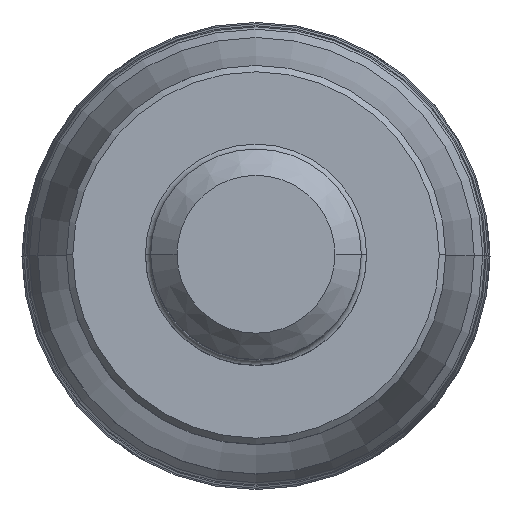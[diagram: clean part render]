
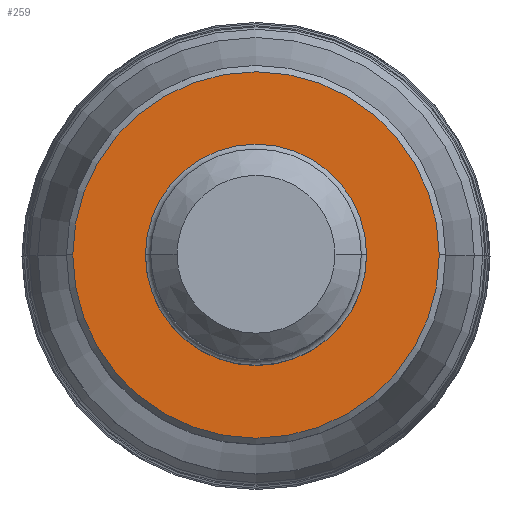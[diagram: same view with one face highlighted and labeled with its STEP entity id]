
A CAD part, top view. The second image highlights one B-rep face of the part: STEP entity #259.
In plain terms, the highlighted planar face has unit normal (0, 0, 1).
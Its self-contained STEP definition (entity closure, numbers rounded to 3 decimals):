
#41=PLANE('',#1955);
#46=FACE_BOUND('',#530,.T.);
#47=FACE_BOUND('',#531,.T.);
#259=ADVANCED_FACE('',(#46,#47),#41,.T.);
#530=EDGE_LOOP('',(#897,#898,#899,#900));
#531=EDGE_LOOP('',(#901,#902));
#897=ORIENTED_EDGE('',*,*,#1287,.T.);
#898=ORIENTED_EDGE('',*,*,#1286,.F.);
#899=ORIENTED_EDGE('',*,*,#1288,.T.);
#900=ORIENTED_EDGE('',*,*,#1289,.F.);
#901=ORIENTED_EDGE('',*,*,#1290,.F.);
#902=ORIENTED_EDGE('',*,*,#1291,.F.);
#1085=VERTEX_POINT('',#3816);
#1086=VERTEX_POINT('',#3818);
#1087=VERTEX_POINT('',#3820);
#1088=VERTEX_POINT('',#3824);
#1089=VERTEX_POINT('',#3827);
#1090=VERTEX_POINT('',#3828);
#1286=EDGE_CURVE('',#1086,#1087,#1638,.T.);
#1287=EDGE_CURVE('',#1085,#1087,#1639,.T.);
#1288=EDGE_CURVE('',#1086,#1088,#1640,.T.);
#1289=EDGE_CURVE('',#1085,#1088,#1641,.T.);
#1290=EDGE_CURVE('',#1089,#1090,#1642,.T.);
#1291=EDGE_CURVE('',#1090,#1089,#1643,.T.);
#1638=CIRCLE('',#1948,8.7);
#1639=CIRCLE('',#1949,8.7);
#1640=CIRCLE('',#1951,8.7);
#1641=CIRCLE('',#1952,8.7);
#1642=CIRCLE('',#1953,5.25);
#1643=CIRCLE('',#1954,5.25);
#1948=AXIS2_PLACEMENT_3D('',#3819,#2429,#2430);
#1949=AXIS2_PLACEMENT_3D('',#3821,#2431,#2432);
#1951=AXIS2_PLACEMENT_3D('',#3823,#2435,#2436);
#1952=AXIS2_PLACEMENT_3D('',#3825,#2437,#2438);
#1953=AXIS2_PLACEMENT_3D('',#3826,#2439,#2440);
#1954=AXIS2_PLACEMENT_3D('',#3829,#2441,#2442);
#1955=AXIS2_PLACEMENT_3D('',#3830,#2443,#2444);
#2429=DIRECTION('',(0.,0.,-1.));
#2430=DIRECTION('',(-1.,0.001,0.));
#2431=DIRECTION('',(0.,0.,1.));
#2432=DIRECTION('',(-1.,0.001,0.));
#2435=DIRECTION('',(0.,0.,1.));
#2436=DIRECTION('',(1.,-0.001,0.));
#2437=DIRECTION('',(0.,0.,-1.));
#2438=DIRECTION('',(1.,-0.001,0.));
#2439=DIRECTION('',(0.,0.,1.));
#2440=DIRECTION('',(1.,0.,0.));
#2441=DIRECTION('',(0.,0.,1.));
#2442=DIRECTION('',(-1.,0.,0.));
#2443=DIRECTION('',(0.,0.,1.));
#2444=DIRECTION('',(-1.,0.,0.));
#3816=CARTESIAN_POINT('',(8.7,0.,0.));
#3818=CARTESIAN_POINT('',(-8.7,0.,0.));
#3819=CARTESIAN_POINT('',(0.,0.,0.));
#3820=CARTESIAN_POINT('',(-8.7,0.011,0.));
#3821=CARTESIAN_POINT('',(0.,0.,0.));
#3823=CARTESIAN_POINT('',(0.,0.,0.));
#3824=CARTESIAN_POINT('',(8.7,-0.011,0.));
#3825=CARTESIAN_POINT('',(0.,0.,0.));
#3826=CARTESIAN_POINT('',(0.,0.,0.));
#3827=CARTESIAN_POINT('',(5.25,0.,0.));
#3828=CARTESIAN_POINT('',(-5.25,0.,0.));
#3829=CARTESIAN_POINT('',(0.,0.,0.));
#3830=CARTESIAN_POINT('',(0.,0.001,0.));
